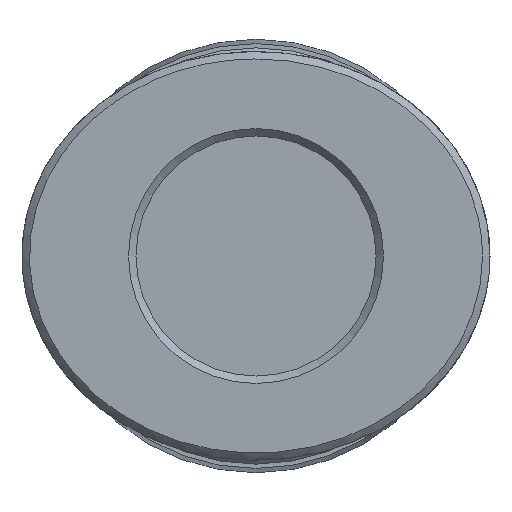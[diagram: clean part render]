
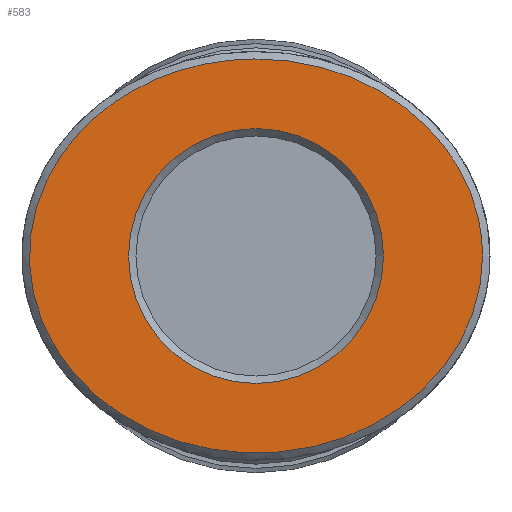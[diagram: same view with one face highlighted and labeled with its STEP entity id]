
A CAD part, left-side view. The second image highlights one B-rep face of the part: STEP entity #583.
In plain terms, the highlighted face is planar.
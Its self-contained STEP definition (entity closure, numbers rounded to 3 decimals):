
#510=CARTESIAN_POINT('',(9.2,5.8,0.));
#511=VERTEX_POINT('',#510);
#541=CARTESIAN_POINT('',(9.2,5.8,0.));
#542=CARTESIAN_POINT('',(9.2,5.8,1.19));
#543=CARTESIAN_POINT('',(8.58,5.8,3.571));
#544=CARTESIAN_POINT('',(5.951,5.8,6.456));
#545=CARTESIAN_POINT('',(2.127,5.8,8.066));
#546=CARTESIAN_POINT('',(-2.127,5.8,8.067));
#547=CARTESIAN_POINT('',(-5.952,5.8,6.455));
#548=CARTESIAN_POINT('',(-8.58,5.8,3.572));
#549=CARTESIAN_POINT('',(-9.512,5.8,-0.001));
#550=CARTESIAN_POINT('',(-8.681,5.8,-3.172));
#551=CARTESIAN_POINT('',(-6.344,5.8,-6.179));
#552=CARTESIAN_POINT('',(-2.605,5.8,-8.072));
#553=CARTESIAN_POINT('',(2.129,5.8,-8.064));
#554=CARTESIAN_POINT('',(5.95,5.8,-6.457));
#555=CARTESIAN_POINT('',(8.581,5.8,-3.57));
#556=CARTESIAN_POINT('',(9.2,5.8,-1.19));
#557=CARTESIAN_POINT('',(9.2,5.8,0.));
#558=B_SPLINE_CURVE_WITH_KNOTS('',3,(#541,#542,#543,#544,#545,#546,#547,#548,#549,#550,#551,#552,#553,#554,#555,#556,#557),.UNSPECIFIED.,.T.,.U.,(4,1,1,1,1,1,1,1,1,1,1,1,1,1,4),(-3.142,-2.693,-2.244,-1.795,-1.346,-0.898,-0.449,0.,0.449,0.748,1.346,1.795,2.244,2.693,3.142),.UNSPECIFIED.);
#559=EDGE_CURVE('',#511,#511,#558,.T.);
#564=CARTESIAN_POINT('',(0.,5.8,0.));
#565=DIRECTION('',(0.0,-1.0,0.0));
#566=DIRECTION('',(0.0,0.0,-1.0));
#567=AXIS2_PLACEMENT_3D('',#564,#565,#566);
#568=PLANE('',#567);
#569=ORIENTED_EDGE('',*,*,#559,.F.);
#570=EDGE_LOOP('',(#569));
#571=FACE_OUTER_BOUND('',#570,.T.);
#572=CARTESIAN_POINT('',(5.175,5.8,0.));
#573=VERTEX_POINT('',#572);
#574=CARTESIAN_POINT('',(0.,5.8,0.0));
#575=DIRECTION('',(0.0,1.0,0.0));
#576=DIRECTION('',(-1.0,0.0,0.0));
#577=AXIS2_PLACEMENT_3D('',#574,#575,#576);
#578=CIRCLE('',#577,5.175);
#579=EDGE_CURVE('',#573,#573,#578,.T.);
#580=ORIENTED_EDGE('',*,*,#579,.F.);
#581=EDGE_LOOP('',(#580));
#582=FACE_BOUND('',#581,.T.);
#583=ADVANCED_FACE('',(#571,#582),#568,.F.);
